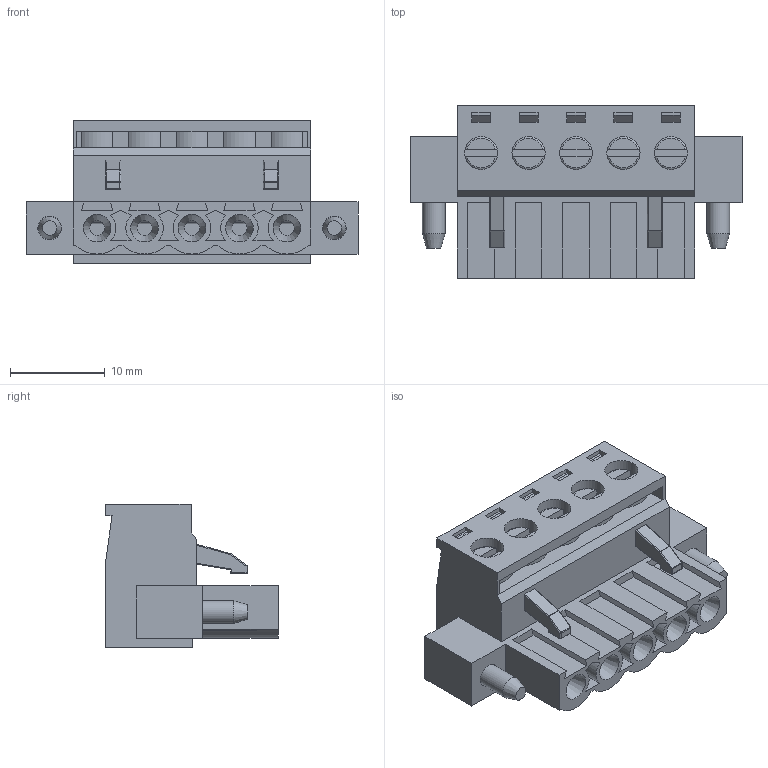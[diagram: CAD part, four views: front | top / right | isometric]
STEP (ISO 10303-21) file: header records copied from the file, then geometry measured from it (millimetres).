
FILE_DESCRIPTION( ( 'Unknown' ), '1' );
FILE_NAME( '691343710005.stp', 'Unknown', ( 'Unknown' ), ( 'Unknown' ), 'PSStep 14.0', 'Unknown', ' ' );
FILE_SCHEMA( ( 'AUTOMOTIVE_DESIGN { 1 0 10303 214 1 1 1 1 }' ) );
Length unit declared in the file: millimetre
Products named in the file (7): Assem1; 6913527100xxCAGE; 6913527100xx_PIN; 6913527100xx_VIS; 6913437100xx_VISSE_FLANGE; 691352710005; 691352710005_COFFRE
Assembly tree (19 placements, depth 2):
  Assem1
    6913527100xxCAGE  x5
    6913527100xx_PIN  x5
    6913527100xx_VIS  x5
    6913437100xx_VISSE_FLANGE  x2
    691352710005
    691352710005_COFFRE
Bounding box: 35 x 18.2 x 15.1 mm (x, y, z)
Volume: 3136.6 mm3; surface area: 8085.4 mm2
Topology: 19 solids, 19 shells, 1148 faces, 3123 edges, 2030 vertices
Faces by surface type: plane 791, cylinder 303, cone 22, torus 16, sphere 16
Full cylindrical faces by diameter (mm): 2.4 x2, 2.5 x2, 2.7 x10, 3.5 x10, 3.8 x2, 4 x2
Entity records: 24591 total; most frequent: CARTESIAN_POINT 3460, ORIENTED_EDGE 3304, DIRECTION 3181, EDGE_CURVE 1652, LINE 1385, VECTOR 1385, VERTEX_POINT 1089, AXIS2_PLACEMENT_3D 898
